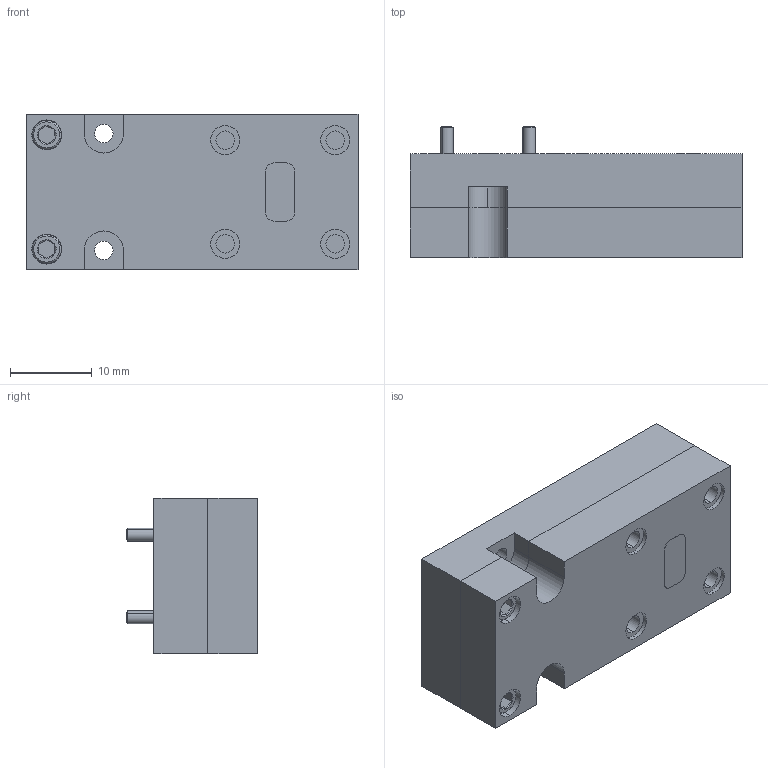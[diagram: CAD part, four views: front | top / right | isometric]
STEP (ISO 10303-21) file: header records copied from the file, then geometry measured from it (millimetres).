
FILE_DESCRIPTION (( 'STEP AP203' ), '1' );
FILE_NAME ('SFP-10328-S1.STEP', '2018-08-22T00:01:33', ( '' ), ( '' ), 'SwSTEP 2.0', 'SolidWorks 2016', '' );
FILE_SCHEMA (( 'CONFIG_CONTROL_DESIGN' ));
Length unit declared in the file: inch
Products named in the file (1): SFP-10328-S1
Bounding box: 40.64 x 16.07 x 19.05 mm (x, y, z)
Surface area: 3801.7 mm2 (no closed solid volume)
Topology: 0 solids, 10 shells, 216 faces, 508 edges, 312 vertices
Faces by surface type: plane 84, cylinder 66, cone 66
Entity records: 6330 total; most frequent: CARTESIAN_POINT 1271, DIRECTION 1114, ORIENTED_EDGE 906, EDGE_CURVE 508, AXIS2_PLACEMENT_3D 431, VERTEX_POINT 312, LINE 252, EDGE_LOOP 252
